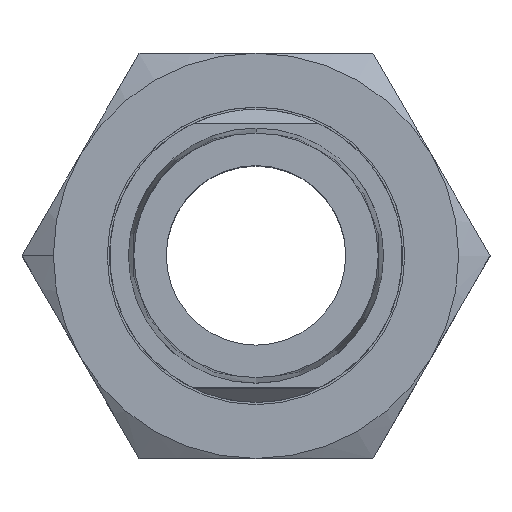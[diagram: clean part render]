
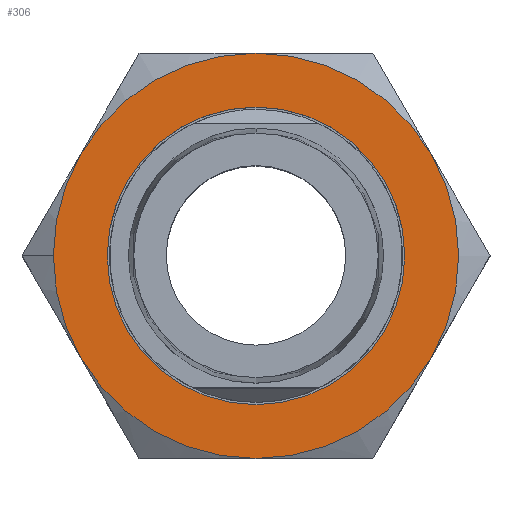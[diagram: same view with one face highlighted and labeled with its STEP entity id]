
A CAD part, top view. The second image highlights one B-rep face of the part: STEP entity #306.
In plain terms, the highlighted planar face has unit normal (0, 0, 1).
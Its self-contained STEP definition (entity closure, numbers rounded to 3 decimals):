
#200 = EDGE_CURVE ( 'NONE', #344, #202, #885, .T. ) ;
#202 = VERTEX_POINT ( 'NONE', #874 ) ;
#211 = VERTEX_POINT ( 'NONE', #914 ) ;
#214 = EDGE_CURVE ( 'NONE', #2529, #211, #909, .T. ) ;
#221 = EDGE_CURVE ( 'NONE', #222, #2529, #946, .T. ) ;
#222 = VERTEX_POINT ( 'NONE', #933 ) ;
#256 = EDGE_LOOP ( 'NONE', ( #308, #309 ) ) ;
#257 = EDGE_CURVE ( 'NONE', #202, #344, #1015, .T. ) ;
#269 = ORIENTED_EDGE ( 'NONE', *, *, #2523, .T. ) ;
#302 = ORIENTED_EDGE ( 'NONE', *, *, #2543, .T. ) ;
#303 = ORIENTED_EDGE ( 'NONE', *, *, #2505, .T. ) ;
#304 = ORIENTED_EDGE ( 'NONE', *, *, #2519, .T. ) ;
#306 = ADVANCED_FACE ( 'NONE', ( #1092, #1091 ), #1090, .F. ) ;
#307 = EDGE_LOOP ( 'NONE', ( #310, #269, #304, #303, #302, #2486, #2492 ) ) ;
#308 = ORIENTED_EDGE ( 'NONE', *, *, #257, .F. ) ;
#309 = ORIENTED_EDGE ( 'NONE', *, *, #200, .F. ) ;
#310 = ORIENTED_EDGE ( 'NONE', *, *, #214, .T. ) ;
#344 = VERTEX_POINT ( 'NONE', #1100 ) ;
#874 = CARTESIAN_POINT ( 'NONE',  ( 15.75, 0., 9.5 ) ) ;
#877 = DIRECTION ( 'NONE',  ( 1., 0., 0. ) ) ;
#878 = DIRECTION ( 'NONE',  ( 0., 0., 1. ) ) ;
#879 = CARTESIAN_POINT ( 'NONE',  ( 0., 0., 9.5 ) ) ;
#880 = AXIS2_PLACEMENT_3D ( 'NONE', #879, #878, #877 ) ;
#885 = CIRCLE ( 'NONE', #880, 15.75 ) ;
#905 = DIRECTION ( 'NONE',  ( 1., 0., 0. ) ) ;
#906 = DIRECTION ( 'NONE',  ( 0., 0., 1. ) ) ;
#907 = CARTESIAN_POINT ( 'NONE',  ( 0., 0., 9.5 ) ) ;
#908 = AXIS2_PLACEMENT_3D ( 'NONE', #907, #906, #905 ) ;
#909 = CIRCLE ( 'NONE', #908, 21.45 ) ;
#914 = CARTESIAN_POINT ( 'NONE',  ( 0., 21.45, 9.5 ) ) ;
#933 = CARTESIAN_POINT ( 'NONE',  ( 18.576, -10.725, 9.5 ) ) ;
#934 = DIRECTION ( 'NONE',  ( 1., 0., 0. ) ) ;
#935 = DIRECTION ( 'NONE',  ( 0., 0., 1. ) ) ;
#936 = CARTESIAN_POINT ( 'NONE',  ( 0., 0., 9.5 ) ) ;
#937 = AXIS2_PLACEMENT_3D ( 'NONE', #936, #935, #934 ) ;
#946 = CIRCLE ( 'NONE', #937, 21.45 ) ;
#1011 = DIRECTION ( 'NONE',  ( 1., 0., 0. ) ) ;
#1012 = DIRECTION ( 'NONE',  ( 0., 0., 1. ) ) ;
#1013 = CARTESIAN_POINT ( 'NONE',  ( 0., 0., 9.5 ) ) ;
#1014 = AXIS2_PLACEMENT_3D ( 'NONE', #1013, #1012, #1011 ) ;
#1015 = CIRCLE ( 'NONE', #1014, 15.75 ) ;
#1085 = DIRECTION ( 'NONE',  ( -1., 0., 0. ) ) ;
#1086 = DIRECTION ( 'NONE',  ( 0., 0., -1. ) ) ;
#1087 = CARTESIAN_POINT ( 'NONE',  ( 0., 21.45, 9.5 ) ) ;
#1088 = AXIS2_PLACEMENT_3D ( 'NONE', #1087, #1086, #1085 ) ;
#1090 = PLANE ( 'NONE',  #1088 ) ;
#1091 = FACE_OUTER_BOUND ( 'NONE', #307, .T. ) ;
#1092 = FACE_BOUND ( 'NONE', #256, .T. ) ;
#1100 = CARTESIAN_POINT ( 'NONE',  ( -15.75, 0., 9.5 ) ) ;
#1574 = CARTESIAN_POINT ( 'NONE',  ( -18.576, -10.725, 9.5 ) ) ;
#1604 = CARTESIAN_POINT ( 'NONE',  ( -21.45, 0., 9.5 ) ) ;
#1605 = DIRECTION ( 'NONE',  ( 1., 0., 0. ) ) ;
#1606 = DIRECTION ( 'NONE',  ( 0., 0., 1. ) ) ;
#1607 = CARTESIAN_POINT ( 'NONE',  ( 0., 0., 9.5 ) ) ;
#1608 = AXIS2_PLACEMENT_3D ( 'NONE', #1607, #1606, #1605 ) ;
#1609 = CIRCLE ( 'NONE', #1608, 21.45 ) ;
#1665 = CARTESIAN_POINT ( 'NONE',  ( 18.576, 10.725, 9.5 ) ) ;
#1672 = DIRECTION ( 'NONE',  ( 1., 0., 0. ) ) ;
#1673 = DIRECTION ( 'NONE',  ( 0., 0., 1. ) ) ;
#1674 = CARTESIAN_POINT ( 'NONE',  ( 0., 0., 9.5 ) ) ;
#1675 = AXIS2_PLACEMENT_3D ( 'NONE', #1674, #1673, #1672 ) ;
#1676 = CIRCLE ( 'NONE', #1675, 21.45 ) ;
#1678 = CARTESIAN_POINT ( 'NONE',  ( -18.576, 10.725, 9.5 ) ) ;
#1679 = DIRECTION ( 'NONE',  ( 1., 0., 0. ) ) ;
#1680 = DIRECTION ( 'NONE',  ( 0., 0., 1. ) ) ;
#1681 = CARTESIAN_POINT ( 'NONE',  ( 0., 0., 9.5 ) ) ;
#1682 = AXIS2_PLACEMENT_3D ( 'NONE', #1681, #1680, #1679 ) ;
#1683 = CIRCLE ( 'NONE', #1682, 21.45 ) ;
#1733 = DIRECTION ( 'NONE',  ( 1., 0., 0. ) ) ;
#1734 = DIRECTION ( 'NONE',  ( 0., 0., 1. ) ) ;
#1735 = CARTESIAN_POINT ( 'NONE',  ( 0., 0., 9.5 ) ) ;
#1736 = AXIS2_PLACEMENT_3D ( 'NONE', #1735, #1734, #1733 ) ;
#1737 = CIRCLE ( 'NONE', #1736, 21.45 ) ;
#1836 = CARTESIAN_POINT ( 'NONE',  ( 0., -21.45, 9.5 ) ) ;
#1837 = DIRECTION ( 'NONE',  ( 1., 0., 0. ) ) ;
#1838 = DIRECTION ( 'NONE',  ( 0., 0., 1. ) ) ;
#1839 = CARTESIAN_POINT ( 'NONE',  ( 0., 0., 9.5 ) ) ;
#1840 = AXIS2_PLACEMENT_3D ( 'NONE', #1839, #1838, #1837 ) ;
#1841 = CIRCLE ( 'NONE', #1840, 21.45 ) ;
#2486 = ORIENTED_EDGE ( 'NONE', *, *, #2583, .T. ) ;
#2492 = ORIENTED_EDGE ( 'NONE', *, *, #221, .T. ) ;
#2495 = VERTEX_POINT ( 'NONE', #1574 ) ;
#2505 = EDGE_CURVE ( 'NONE', #2506, #2495, #1609, .T. ) ;
#2506 = VERTEX_POINT ( 'NONE', #1604 ) ;
#2519 = EDGE_CURVE ( 'NONE', #2520, #2506, #1683, .T. ) ;
#2520 = VERTEX_POINT ( 'NONE', #1678 ) ;
#2523 = EDGE_CURVE ( 'NONE', #211, #2520, #1676, .T. ) ;
#2529 = VERTEX_POINT ( 'NONE', #1665 ) ;
#2543 = EDGE_CURVE ( 'NONE', #2495, #2584, #1737, .T. ) ;
#2583 = EDGE_CURVE ( 'NONE', #2584, #222, #1841, .T. ) ;
#2584 = VERTEX_POINT ( 'NONE', #1836 ) ;
